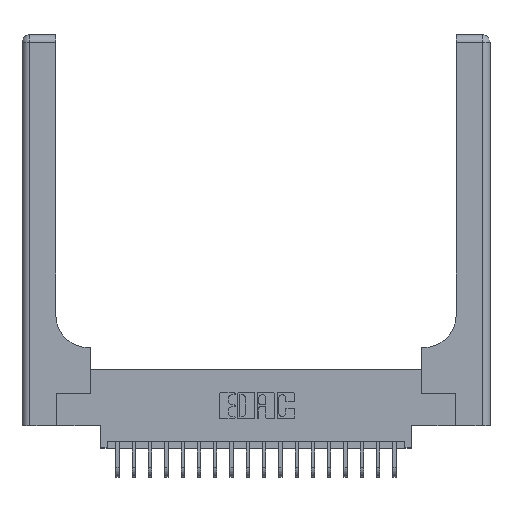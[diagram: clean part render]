
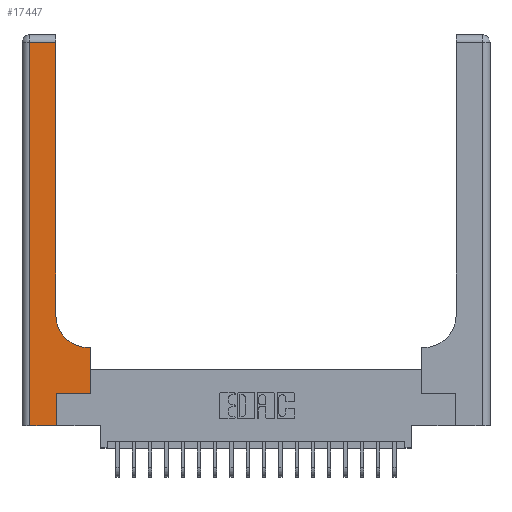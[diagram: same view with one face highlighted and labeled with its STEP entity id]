
A CAD part, top view. The second image highlights one B-rep face of the part: STEP entity #17447.
In plain terms, the highlighted planar face has unit normal (0, 0, 1).
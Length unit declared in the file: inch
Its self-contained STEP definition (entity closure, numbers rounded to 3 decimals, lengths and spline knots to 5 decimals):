
#208 = EDGE_CURVE ( 'NONE', #10274, #17282, #16837, .T. ) ;
#254 = ORIENTED_EDGE ( 'NONE', *, *, #208, .T. ) ;
#426 = FACE_OUTER_BOUND ( 'NONE', #10349, .T. ) ;
#630 = AXIS2_PLACEMENT_3D ( 'NONE', #21500, #19908, #7596 ) ;
#984 = VECTOR ( 'NONE', #12591, 39.37008 ) ;
#1106 = CARTESIAN_POINT ( 'NONE',  ( 0.265, 0., 0.37 ) ) ;
#1542 = CARTESIAN_POINT ( 'NONE',  ( 0.51, 0.85, 0.37 ) ) ;
#2017 = CARTESIAN_POINT ( 'NONE',  ( 0.26, 0.6, 0.37 ) ) ;
#2306 = DIRECTION ( 'NONE',  ( 0., 1., 0. ) ) ;
#2683 = ORIENTED_EDGE ( 'NONE', *, *, #7251, .T. ) ;
#4129 = VECTOR ( 'NONE', #18368, 39.37008 ) ;
#4793 = AXIS2_PLACEMENT_3D ( 'NONE', #1542, #17270, #11801 ) ;
#5173 = VERTEX_POINT ( 'NONE', #7176 ) ;
#5428 = LINE ( 'NONE', #2017, #984 ) ;
#5838 = EDGE_CURVE ( 'NONE', #5173, #20711, #13252, .T. ) ;
#6164 = DIRECTION ( 'NONE',  ( 1., 0., 0. ) ) ;
#6744 = CARTESIAN_POINT ( 'NONE',  ( 0.26, 3., 0.37 ) ) ;
#7064 = VERTEX_POINT ( 'NONE', #9141 ) ;
#7163 = VECTOR ( 'NONE', #2306, 39.37008 ) ;
#7176 = CARTESIAN_POINT ( 'NONE',  ( 0.26, 0.85, 0.37 ) ) ;
#7251 = EDGE_CURVE ( 'NONE', #12975, #10446, #5428, .T. ) ;
#7596 = DIRECTION ( 'NONE',  ( -1., 0., 0. ) ) ;
#7690 = VECTOR ( 'NONE', #9733, 39.37008 ) ;
#7705 = DIRECTION ( 'NONE',  ( 0., 1., 0. ) ) ;
#7750 = VERTEX_POINT ( 'NONE', #11521 ) ;
#7830 = DIRECTION ( 'NONE',  ( 0., -1., 0. ) ) ;
#8214 = EDGE_CURVE ( 'NONE', #7750, #12975, #19395, .T. ) ;
#9141 = CARTESIAN_POINT ( 'NONE',  ( 0.265, 0.25, 0.37 ) ) ;
#9171 = PLANE ( 'NONE',  #630 ) ;
#9662 = CARTESIAN_POINT ( 'NONE',  ( 0.51, 0.6, 0.37 ) ) ;
#9733 = DIRECTION ( 'NONE',  ( -1., 0., 0. ) ) ;
#10274 = VERTEX_POINT ( 'NONE', #20288 ) ;
#10349 = EDGE_LOOP ( 'NONE', ( #18708, #17570, #254, #10582, #17908, #17845, #14068, #2683, #15987 ) ) ;
#10446 = VERTEX_POINT ( 'NONE', #9662 ) ;
#10468 = CARTESIAN_POINT ( 'NONE',  ( 0.528, 0.25, 0.37 ) ) ;
#10582 = ORIENTED_EDGE ( 'NONE', *, *, #15966, .T. ) ;
#10885 = VECTOR ( 'NONE', #6164, 39.37008 ) ;
#10983 = EDGE_CURVE ( 'NONE', #7064, #7750, #11629, .T. ) ;
#11101 = CARTESIAN_POINT ( 'NONE',  ( 0., 2.94, 0.37 ) ) ;
#11225 = EDGE_CURVE ( 'NONE', #21514, #7064, #14842, .T. ) ;
#11521 = CARTESIAN_POINT ( 'NONE',  ( 0.528, 0.25, 0.37 ) ) ;
#11629 = LINE ( 'NONE', #13109, #10885 ) ;
#11801 = DIRECTION ( 'NONE',  ( 1., 0., 0. ) ) ;
#11936 = CARTESIAN_POINT ( 'NONE',  ( 0.265, 0., 0.37 ) ) ;
#12591 = DIRECTION ( 'NONE',  ( -1., 0., 0. ) ) ;
#12632 = EDGE_CURVE ( 'NONE', #20711, #10274, #18408, .T. ) ;
#12679 = VECTOR ( 'NONE', #7830, 39.37008 ) ;
#12746 = VECTOR ( 'NONE', #7705, 39.37008 ) ;
#12797 = CARTESIAN_POINT ( 'NONE',  ( 0.528, 0.6, 0.37 ) ) ;
#12975 = VERTEX_POINT ( 'NONE', #12797 ) ;
#13109 = CARTESIAN_POINT ( 'NONE',  ( 0.265, 0.25, 0.37 ) ) ;
#13252 = LINE ( 'NONE', #6744, #14040 ) ;
#14040 = VECTOR ( 'NONE', #22142, 39.37008 ) ;
#14068 = ORIENTED_EDGE ( 'NONE', *, *, #8214, .T. ) ;
#14161 = EDGE_CURVE ( 'NONE', #10446, #5173, #17523, .T. ) ;
#14842 = LINE ( 'NONE', #1106, #12746 ) ;
#15966 = EDGE_CURVE ( 'NONE', #17282, #21514, #18029, .T. ) ;
#15987 = ORIENTED_EDGE ( 'NONE', *, *, #14161, .T. ) ;
#16744 = CARTESIAN_POINT ( 'NONE',  ( 0.06, 0., 0.37 ) ) ;
#16837 = LINE ( 'NONE', #20378, #12679 ) ;
#17270 = DIRECTION ( 'NONE',  ( 0., 0., -1. ) ) ;
#17282 = VERTEX_POINT ( 'NONE', #16744 ) ;
#17447 = ADVANCED_FACE ( 'NONE', ( #426 ), #9171, .F. ) ;
#17523 = CIRCLE ( 'NONE', #4793, 0.25 ) ;
#17570 = ORIENTED_EDGE ( 'NONE', *, *, #12632, .T. ) ;
#17845 = ORIENTED_EDGE ( 'NONE', *, *, #10983, .T. ) ;
#17908 = ORIENTED_EDGE ( 'NONE', *, *, #11225, .T. ) ;
#18029 = LINE ( 'NONE', #18145, #4129 ) ;
#18145 = CARTESIAN_POINT ( 'NONE',  ( 0., 0., 0.37 ) ) ;
#18368 = DIRECTION ( 'NONE',  ( 1., 0., 0. ) ) ;
#18408 = LINE ( 'NONE', #11101, #7690 ) ;
#18708 = ORIENTED_EDGE ( 'NONE', *, *, #5838, .T. ) ;
#19395 = LINE ( 'NONE', #10468, #7163 ) ;
#19908 = DIRECTION ( 'NONE',  ( 0., 0., -1. ) ) ;
#20288 = CARTESIAN_POINT ( 'NONE',  ( 0.06, 2.94, 0.37 ) ) ;
#20378 = CARTESIAN_POINT ( 'NONE',  ( 0.06, 3., 0.37 ) ) ;
#20711 = VERTEX_POINT ( 'NONE', #21624 ) ;
#21500 = CARTESIAN_POINT ( 'NONE',  ( 0., 3., 0.37 ) ) ;
#21514 = VERTEX_POINT ( 'NONE', #11936 ) ;
#21624 = CARTESIAN_POINT ( 'NONE',  ( 0.26, 2.94, 0.37 ) ) ;
#22142 = DIRECTION ( 'NONE',  ( 0., 1., 0. ) ) ;
